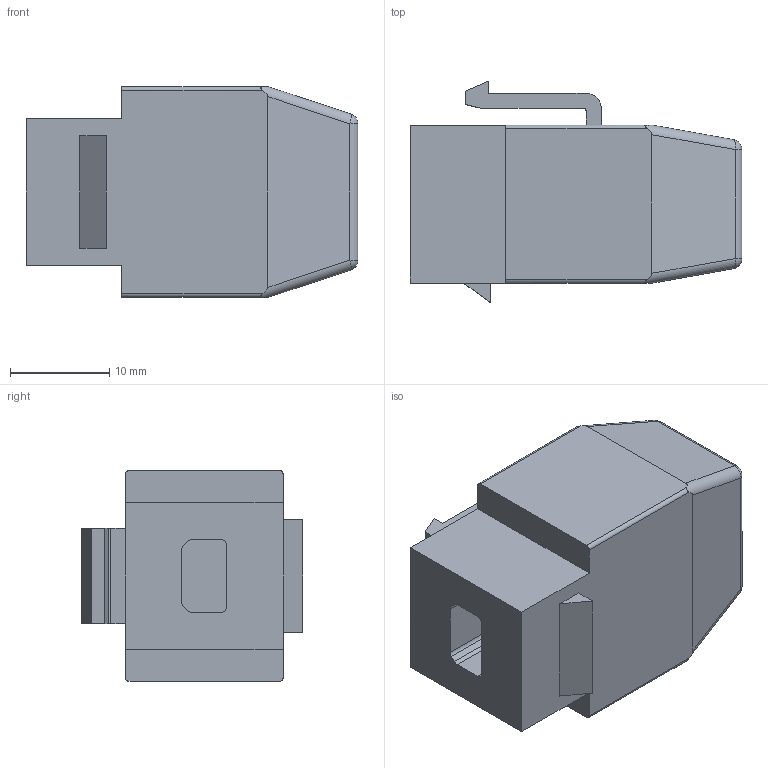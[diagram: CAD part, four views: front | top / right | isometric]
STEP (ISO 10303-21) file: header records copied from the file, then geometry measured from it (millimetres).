
FILE_DESCRIPTION (( 'STEP AP214' ), '1' );
FILE_NAME ('VPC00001_3D.STEP', '2020-09-23T17:11:03', ( '' ), ( '' ), 'SwSTEP 2.0', 'SolidWorks 2018', '' );
FILE_SCHEMA (( 'AUTOMOTIVE_DESIGN' ));
Length unit declared in the file: inch
Products named in the file (1): VPC00001_3D
Bounding box: 33.53 x 22.38 x 21.29 mm (x, y, z)
Volume: 9277.6 mm3; surface area: 3639.7 mm2
Topology: 1 solids, 1 shells, 72 faces, 186 edges, 120 vertices
Faces by surface type: plane 42, cylinder 26, sphere 4
Entity records: 2254 total; most frequent: CARTESIAN_POINT 447, ORIENTED_EDGE 372, DIRECTION 364, EDGE_CURVE 186, LINE 130, VECTOR 130, VERTEX_POINT 120, AXIS2_PLACEMENT_3D 117
